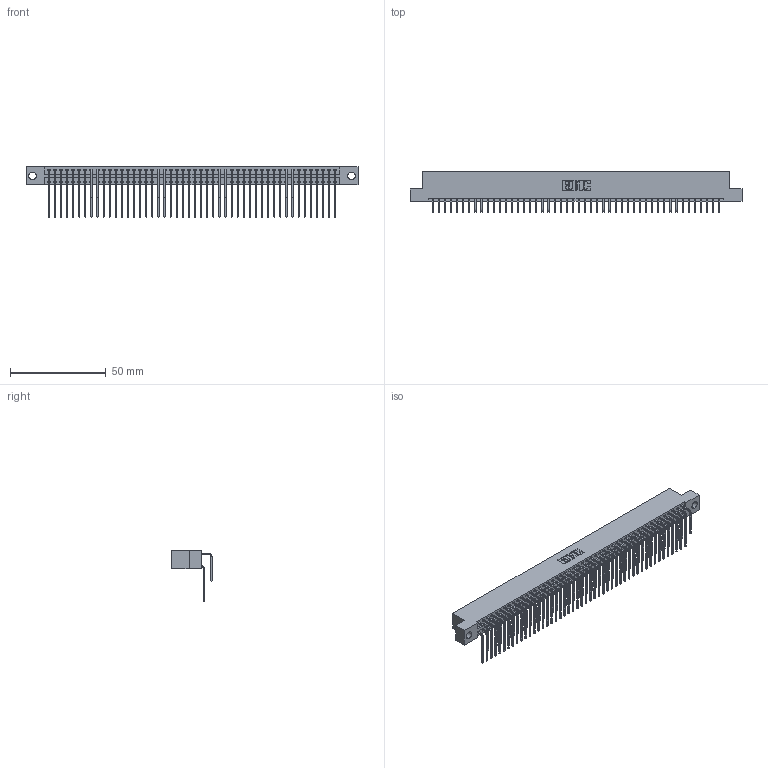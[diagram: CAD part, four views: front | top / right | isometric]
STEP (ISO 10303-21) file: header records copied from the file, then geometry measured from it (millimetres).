
FILE_DESCRIPTION (( 'STEP AP203' ), '1' );
FILE_NAME ('346-096-559-204.STEP', '2022-05-26T17:10:26', ( '' ), ( '' ), 'SwSTEP 2.0', 'SolidWorks 2020', '' );
FILE_SCHEMA (( 'CONFIG_CONTROL_DESIGN' ));
Length unit declared in the file: inch
Products named in the file (4): 345-292-001_558 559 Tail - 1; 346-096-559-204; 346 Part_Flush Mounting Lugs - 0.156 Dia-TH; 345-292-001_559 Tail - 2
Assembly tree (97 placements, depth 2):
  346-096-559-204
    346 Part_Flush Mounting Lugs - 0.156 Dia-TH
    345-292-001_558 559 Tail - 1  x48
    345-292-001_559 Tail - 2  x48
Bounding box: 172.97 x 20.89 x 26.16 mm (x, y, z)
Volume: 17361.6 mm3; surface area: 26463.6 mm2
Topology: 97 solids, 97 shells, 5320 faces, 15821 edges, 10418 vertices
Faces by surface type: plane 3642, cylinder 1678
Entity records: 32721 total; most frequent: CARTESIAN_POINT 5441, ORIENTED_EDGE 5322, DIRECTION 4817, EDGE_CURVE 2661, LINE 2297, VECTOR 2297, VERTEX_POINT 1770, AXIS2_PLACEMENT_3D 1260
